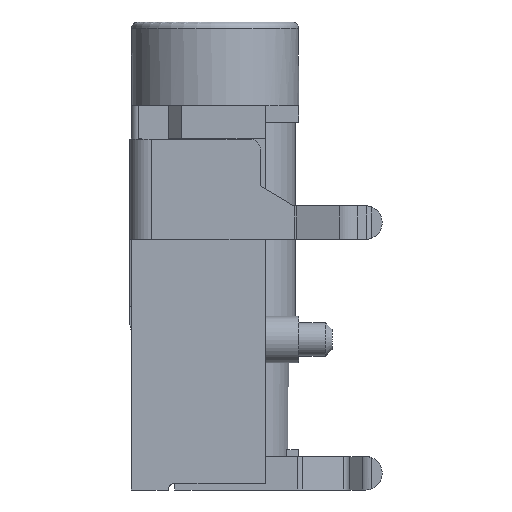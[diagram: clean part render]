
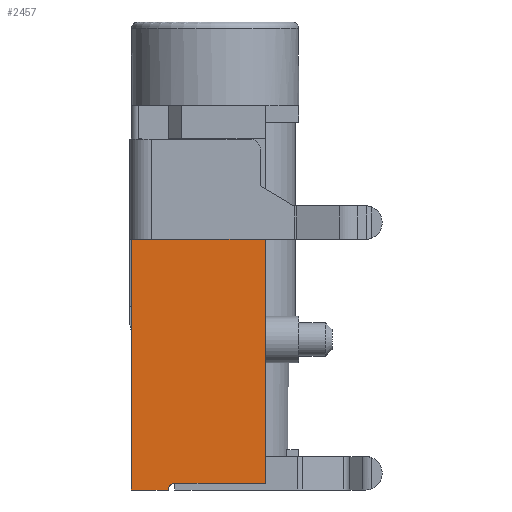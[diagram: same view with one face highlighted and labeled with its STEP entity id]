
A CAD part, left-side view. The second image highlights one B-rep face of the part: STEP entity #2457.
In plain terms, the highlighted planar face has unit normal (-1, 0, 0).
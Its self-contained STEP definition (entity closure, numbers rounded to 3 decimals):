
#35 = VERTEX_POINT ( 'NONE', #1253 ) ;
#41 = ORIENTED_EDGE ( 'NONE', *, *, #600, .F. ) ;
#130 = DIRECTION ( 'NONE',  ( 0., -1., 0. ) ) ;
#190 = EDGE_LOOP ( 'NONE', ( #3757, #4593, #3391, #3701, #3589, #41 ) ) ;
#231 = VECTOR ( 'NONE', #4861, 1000. ) ;
#258 = DIRECTION ( 'NONE',  ( 0., -1., 0. ) ) ;
#283 = DIRECTION ( 'NONE',  ( -1., 0., 0. ) ) ;
#305 = CARTESIAN_POINT ( 'NONE',  ( -3.25, 2.5, -4. ) ) ;
#389 = EDGE_CURVE ( 'NONE', #4371, #954, #3115, .T. ) ;
#600 = EDGE_CURVE ( 'NONE', #4371, #3406, #3243, .T. ) ;
#608 = CARTESIAN_POINT ( 'NONE',  ( -3.25, 2.5, -4. ) ) ;
#954 = VERTEX_POINT ( 'NONE', #1271 ) ;
#966 = VECTOR ( 'NONE', #1613, 1000. ) ;
#1119 = CARTESIAN_POINT ( 'NONE',  ( -3.25, -1.5, -11.3 ) ) ;
#1164 = CARTESIAN_POINT ( 'NONE',  ( -3.25, 2.5, -11.5 ) ) ;
#1183 = LINE ( 'NONE', #2542, #4195 ) ;
#1253 = CARTESIAN_POINT ( 'NONE',  ( -3.25, -1.5, -4. ) ) ;
#1271 = CARTESIAN_POINT ( 'NONE',  ( -3.25, 1.4, -11.5 ) ) ;
#1375 = CARTESIAN_POINT ( 'NONE',  ( -3.25, 1.2, -11.3 ) ) ;
#1613 = DIRECTION ( 'NONE',  ( 0., -1., 0. ) ) ;
#1823 = CARTESIAN_POINT ( 'NONE',  ( -3.25, 2.5, -11.5 ) ) ;
#1873 = PLANE ( 'NONE',  #2740 ) ;
#1943 = VERTEX_POINT ( 'NONE', #1375 ) ;
#2001 = LINE ( 'NONE', #2383, #966 ) ;
#2012 = EDGE_CURVE ( 'NONE', #3913, #35, #1183, .T. ) ;
#2345 = DIRECTION ( 'NONE',  ( 0., -1., 0. ) ) ;
#2383 = CARTESIAN_POINT ( 'NONE',  ( -3.25, 1.4, -11.3 ) ) ;
#2457 = ADVANCED_FACE ( 'NONE', ( #3108 ), #1873, .T. ) ;
#2493 = CARTESIAN_POINT ( 'NONE',  ( -3.25, 1.2, -11.5 ) ) ;
#2542 = CARTESIAN_POINT ( 'NONE',  ( -3.25, -1.5, -11.5 ) ) ;
#2740 = AXIS2_PLACEMENT_3D ( 'NONE', #1823, #283, #258 ) ;
#3043 = AXIS2_PLACEMENT_3D ( 'NONE', #2493, #3280, #130 ) ;
#3108 = FACE_OUTER_BOUND ( 'NONE', #190, .T. ) ;
#3115 = LINE ( 'NONE', #1164, #3857 ) ;
#3243 = LINE ( 'NONE', #4065, #4315 ) ;
#3280 = DIRECTION ( 'NONE',  ( 1., 0., 0. ) ) ;
#3349 = DIRECTION ( 'NONE',  ( 0., 0., 1. ) ) ;
#3391 = ORIENTED_EDGE ( 'NONE', *, *, #4399, .T. ) ;
#3406 = VERTEX_POINT ( 'NONE', #305 ) ;
#3589 = ORIENTED_EDGE ( 'NONE', *, *, #4974, .T. ) ;
#3701 = ORIENTED_EDGE ( 'NONE', *, *, #2012, .T. ) ;
#3757 = ORIENTED_EDGE ( 'NONE', *, *, #389, .T. ) ;
#3857 = VECTOR ( 'NONE', #2345, 1000. ) ;
#3909 = CARTESIAN_POINT ( 'NONE',  ( -3.25, 2.5, -11.5 ) ) ;
#3913 = VERTEX_POINT ( 'NONE', #1119 ) ;
#4024 = DIRECTION ( 'NONE',  ( 0., 0., 1. ) ) ;
#4065 = CARTESIAN_POINT ( 'NONE',  ( -3.25, 2.5, -11.5 ) ) ;
#4195 = VECTOR ( 'NONE', #3349, 1000. ) ;
#4315 = VECTOR ( 'NONE', #4024, 1000. ) ;
#4371 = VERTEX_POINT ( 'NONE', #3909 ) ;
#4399 = EDGE_CURVE ( 'NONE', #1943, #3913, #2001, .T. ) ;
#4522 = EDGE_CURVE ( 'NONE', #954, #1943, #5029, .T. ) ;
#4593 = ORIENTED_EDGE ( 'NONE', *, *, #4522, .T. ) ;
#4861 = DIRECTION ( 'NONE',  ( 0., 1., 0. ) ) ;
#4874 = LINE ( 'NONE', #608, #231 ) ;
#4974 = EDGE_CURVE ( 'NONE', #35, #3406, #4874, .T. ) ;
#5029 = CIRCLE ( 'NONE', #3043, 0.2 ) ;
